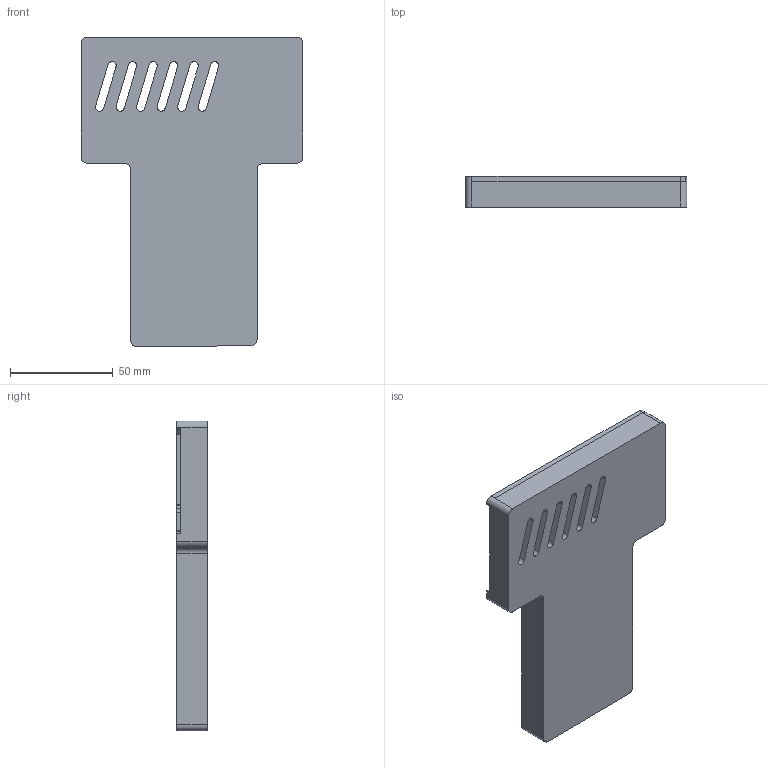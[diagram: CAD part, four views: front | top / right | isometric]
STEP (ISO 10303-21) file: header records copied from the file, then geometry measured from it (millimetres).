
FILE_DESCRIPTION(/* description */ (''),/* implementation_level */ '2;1');
FILE_NAME(/* name */ 'Base Board.step',/* time_stamp */ '2023-10-12T08:24:59-05:00',/* author */ (''),/* organization */ (''),/* preprocessor_version */ 'ST-DEVELOPER v20',/* originating_system */ 'Autodesk Translation Framework v12.14.0.127',/* authorisation */ '');
FILE_SCHEMA (('AUTOMOTIVE_DESIGN { 1 0 10303 214 3 1 1 }'));
Length unit declared in the file: millimetre
Products named in the file (1): Base Board
Bounding box: 108 x 15 x 150.93 mm (x, y, z)
Volume: 81121.1 mm3; surface area: 38729.6 mm2
Topology: 1 solids, 1 shells, 129 faces, 319 edges, 205 vertices
Faces by surface type: plane 81, cylinder 36, cone 12
Full cylindrical faces by diameter (mm): 2.8 x6, 5 x6
Entity records: 3856 total; most frequent: CARTESIAN_POINT 672, DIRECTION 657, ORIENTED_EDGE 638, EDGE_CURVE 319, LINE 229, VECTOR 229, AXIS2_PLACEMENT_3D 214, VERTEX_POINT 205
